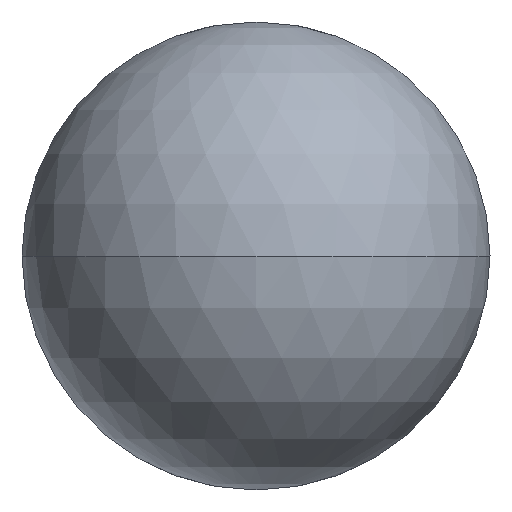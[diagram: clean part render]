
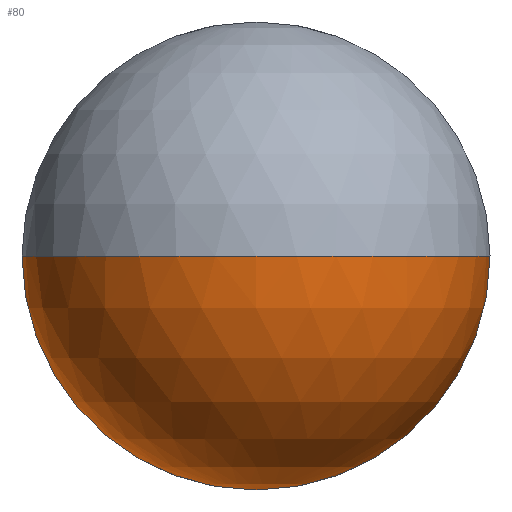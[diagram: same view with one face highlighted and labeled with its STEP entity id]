
A CAD part, front view. The second image highlights one B-rep face of the part: STEP entity #80.
In plain terms, the highlighted spherical face has radius 6.35 mm.
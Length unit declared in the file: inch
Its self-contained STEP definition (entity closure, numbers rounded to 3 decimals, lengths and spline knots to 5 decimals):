
#6 = DIRECTION ( 'NONE',  ( 0., -1., 0. ) ) ;
#29 = CARTESIAN_POINT ( 'NONE',  ( 0.25, 0.25, 0. ) ) ;
#59 = CARTESIAN_POINT ( 'NONE',  ( 0., 0., 0. ) ) ;
#66 = DIRECTION ( 'NONE',  ( 0., 0., -1. ) ) ;
#67 = EDGE_CURVE ( 'NONE', #111, #362, #77, .T. ) ;
#70 = DIRECTION ( 'NONE',  ( 0., 0., -1. ) ) ;
#77 = CIRCLE ( 'NONE', #451, 0.25 ) ;
#80 = ADVANCED_FACE ( 'NONE', ( #308 ), #276, .T. ) ;
#81 = EDGE_CURVE ( 'NONE', #385, #354, #296, .T. ) ;
#96 = CARTESIAN_POINT ( 'NONE',  ( -0.25, 0.25, 0. ) ) ;
#108 = CIRCLE ( 'NONE', #462, 0.25 ) ;
#111 = VERTEX_POINT ( 'NONE', #29 ) ;
#121 = DIRECTION ( 'NONE',  ( 0., 0., -1. ) ) ;
#137 = ORIENTED_EDGE ( 'NONE', *, *, #81, .T. ) ;
#148 = DIRECTION ( 'NONE',  ( 0., -1., 0. ) ) ;
#179 = CARTESIAN_POINT ( 'NONE',  ( 0., 0.25, 0. ) ) ;
#183 = CARTESIAN_POINT ( 'NONE',  ( 0., 0.25, 0. ) ) ;
#195 = ORIENTED_EDGE ( 'NONE', *, *, #258, .F. ) ;
#207 = CIRCLE ( 'NONE', #297, 0.25 ) ;
#246 = ORIENTED_EDGE ( 'NONE', *, *, #447, .T. ) ;
#258 = EDGE_CURVE ( 'NONE', #385, #362, #108, .T. ) ;
#275 = DIRECTION ( 'NONE',  ( 0., 0., 1. ) ) ;
#276 = SPHERICAL_SURFACE ( 'NONE', #397, 0.25 ) ;
#281 = ORIENTED_EDGE ( 'NONE', *, *, #67, .T. ) ;
#289 = CARTESIAN_POINT ( 'NONE',  ( 0., 0.25, 0. ) ) ;
#296 = CIRCLE ( 'NONE', #340, 0.25 ) ;
#297 = AXIS2_PLACEMENT_3D ( 'NONE', #289, #6, #121 ) ;
#308 = FACE_OUTER_BOUND ( 'NONE', #434, .T. ) ;
#310 = DIRECTION ( 'NONE',  ( 0., 0., -1. ) ) ;
#313 = DIRECTION ( 'NONE',  ( -1., 0., 0. ) ) ;
#340 = AXIS2_PLACEMENT_3D ( 'NONE', #477, #148, #70 ) ;
#345 = DIRECTION ( 'NONE',  ( -1., 0., 0. ) ) ;
#354 = VERTEX_POINT ( 'NONE', #505 ) ;
#362 = VERTEX_POINT ( 'NONE', #59 ) ;
#385 = VERTEX_POINT ( 'NONE', #96 ) ;
#393 = CARTESIAN_POINT ( 'NONE',  ( 0., 0.25, 0. ) ) ;
#397 = AXIS2_PLACEMENT_3D ( 'NONE', #179, #310, #345 ) ;
#434 = EDGE_LOOP ( 'NONE', ( #137, #246, #281, #195 ) ) ;
#435 = DIRECTION ( 'NONE',  ( 1., 0., 0. ) ) ;
#447 = EDGE_CURVE ( 'NONE', #354, #111, #207, .T. ) ;
#451 = AXIS2_PLACEMENT_3D ( 'NONE', #183, #66, #313 ) ;
#462 = AXIS2_PLACEMENT_3D ( 'NONE', #393, #275, #435 ) ;
#477 = CARTESIAN_POINT ( 'NONE',  ( 0., 0.25, 0. ) ) ;
#505 = CARTESIAN_POINT ( 'NONE',  ( 0., 0.25, -0.25 ) ) ;
